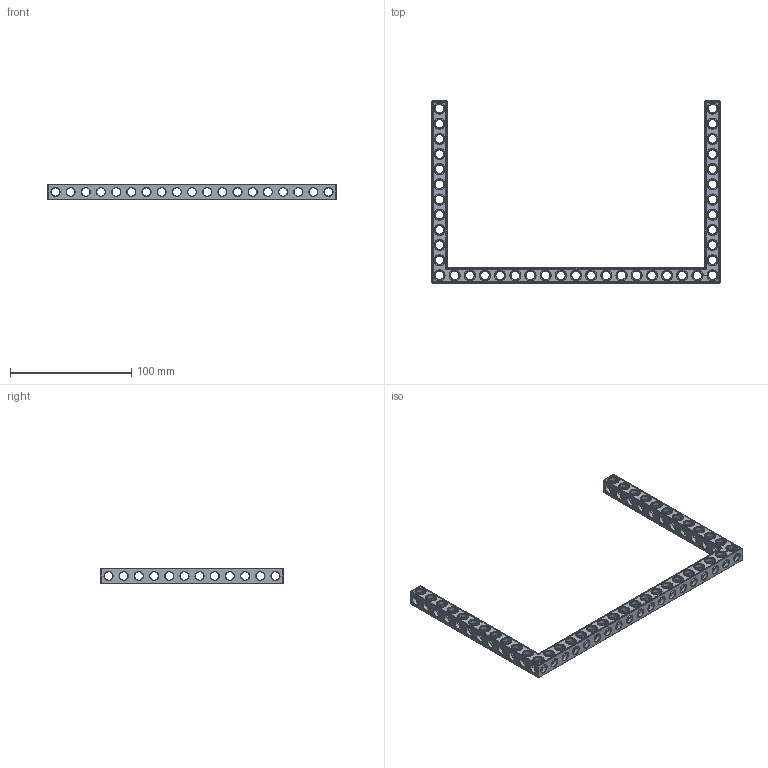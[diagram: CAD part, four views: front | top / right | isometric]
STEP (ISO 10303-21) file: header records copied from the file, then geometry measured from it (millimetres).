
FILE_DESCRIPTION(('FreeCAD Model'),'2;1');
FILE_NAME('Open CASCADE Shape Model','2022-03-06T23:28:37',('Author'),( ''),'Open CASCADE STEP processor 7.5','FreeCAD','Unknown');
FILE_SCHEMA(('AUTOMOTIVE_DESIGN { 1 0 10303 214 1 1 1 1 }'));
Products named in the file (1): Beam AGD ESS USH SYM BU19x12x01 - SPN-BEM-0623 (stemfie.org)
Bounding box: 237.5 x 150 x 12.5 mm (x, y, z)
Volume: 40055.9 mm3; surface area: 35756.3 mm2
Topology: 1 solids, 1 shells, 1014 faces, 3122 edges, 2020 vertices
Faces by surface type: plane 413, cylinder 247, extrusion 188, cone 166
Full cylindrical faces by diameter (mm): 6.98 x26, 7 x180, 9.2 x41
Entity records: 195397 total; most frequent: CARTESIAN_POINT 137364, DIRECTION 9382, ORIENTED_EDGE 6244, PCURVE 6244, DEFINITIONAL_REPRESENTATION 6244, VECTOR 5701, LINE 5513, EDGE_CURVE 3122
